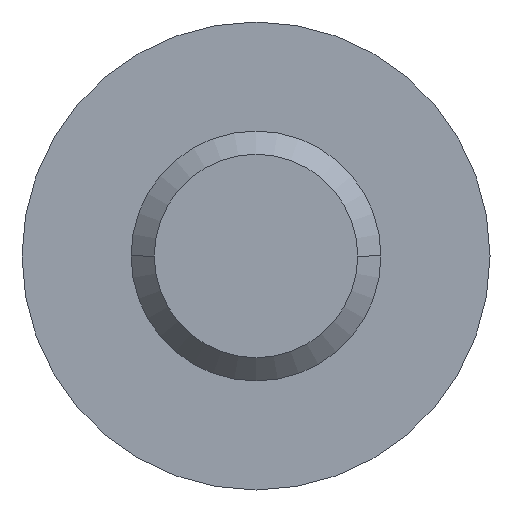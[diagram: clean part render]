
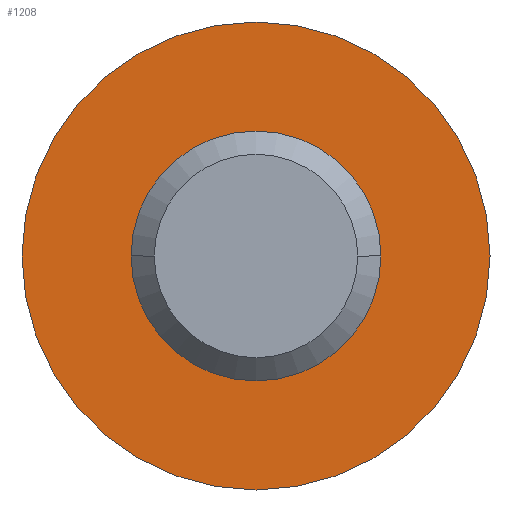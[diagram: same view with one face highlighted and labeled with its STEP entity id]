
A CAD part, front view. The second image highlights one B-rep face of the part: STEP entity #1208.
In plain terms, the highlighted planar face has unit normal (0, -1, 0).
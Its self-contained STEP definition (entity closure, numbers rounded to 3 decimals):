
#1142=CARTESIAN_POINT('POINT58',(0.081,0.125,
   0.));
#1143=VERTEX_POINT('VERTEX58',#1142);
#1150=CARTESIAN_POINT('POINT59',(-0.081,0.125,
   0.));
#1151=VERTEX_POINT('VERTEX59',#1150);
#1152=CARTESIAN_POINT('POS84',(0.,0.125,0.));
#1153=DIRECTION('DIR130',(0.,1.,0.));
#1154=DIRECTION('DIR131',(1.,0.,0.));
#1155=AXIS2_PLACEMENT_3D('AXIS47',#1152,#1153,#1154);
#1156=CIRCLE('ELLIPSE20',#1155,0.081);
#1157=EDGE_CURVE('EDGE85',#1143,#1151,#1156,.T.);
#1179=EDGE_CURVE('EDGE87',#1151,#1143,#1156,.T.);
#1184=CARTESIAN_POINT('POINT60',(0.043,0.125,0.));
#1185=VERTEX_POINT('VERTEX60',#1184);
#1186=CARTESIAN_POINT('POINT61',(-0.043,0.125,
   0.));
#1187=VERTEX_POINT('VERTEX61',#1186);
#1188=CARTESIAN_POINT('POS87',(0.,0.125,0.));
#1189=DIRECTION('DIR135',(0.,-1.,0.));
#1190=DIRECTION('DIR136',(1.,0.,0.));
#1191=AXIS2_PLACEMENT_3D('AXIS49',#1188,#1189,#1190);
#1192=CIRCLE('ELLIPSE21',#1191,0.043);
#1193=EDGE_CURVE('EDGE88',#1185,#1187,#1192,.T.);
#1194=ORIENTED_EDGE('COEDGE173',*,*,#1193,.F.);
#1195=EDGE_CURVE('EDGE89',#1187,#1185,#1192,.T.);
#1196=ORIENTED_EDGE('COEDGE174',*,*,#1195,.F.);
#1197=EDGE_LOOP('NONE',(#1194,#1196));
#1198=FACE_BOUND('LOOP1',#1197,.T.);
#1199=ORIENTED_EDGE('COEDGE175',*,*,#1179,.F.);
#1200=ORIENTED_EDGE('COEDGE176',*,*,#1157,.F.);
#1201=EDGE_LOOP('NONE',(#1199,#1200));
#1202=FACE_BOUND('LOOP1',#1201,.T.);
#1203=CARTESIAN_POINT('POS88',(0.,0.125,0.));
#1204=DIRECTION('DIR137',(0.,1.,0.));
#1205=DIRECTION('DIR138',(1.,0.,0.));
#1206=AXIS2_PLACEMENT_3D('AXIS50',#1203,#1204,#1205);
#1207=PLANE('PLANE14',#1206);
#1208=ADVANCED_FACE('FACE31',(#1198,#1202),#1207,.F.);
